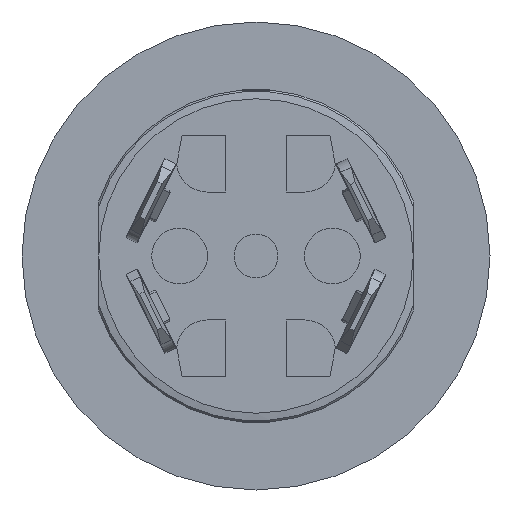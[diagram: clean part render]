
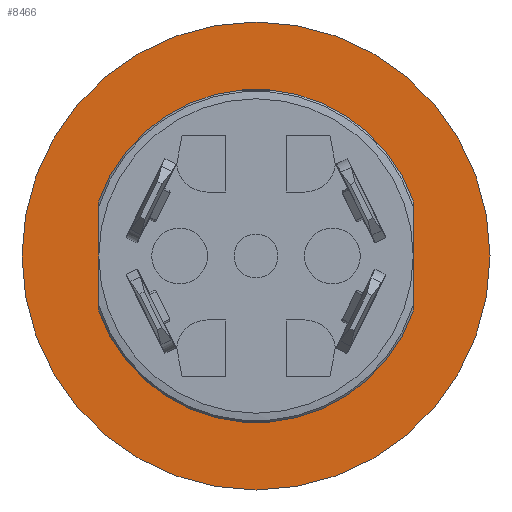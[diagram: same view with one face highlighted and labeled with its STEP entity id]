
A CAD part, front view. The second image highlights one B-rep face of the part: STEP entity #8466.
In plain terms, the highlighted planar face has unit normal (0, -1, 0).
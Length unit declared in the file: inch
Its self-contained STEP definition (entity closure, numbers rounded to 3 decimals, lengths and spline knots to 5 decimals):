
#229=FACE_BOUND('',#1347,.T.);
#464=PLANE('',#9140);
#884=FACE_OUTER_BOUND('',#1346,.T.);
#1346=EDGE_LOOP('',(#6973));
#1347=EDGE_LOOP('',(#6974));
#1610=CIRCLE('',#9141,0.6125);
#1611=CIRCLE('',#9142,0.4115);
#3879=VERTEX_POINT('',#13769);
#3880=VERTEX_POINT('',#13771);
#4959=EDGE_CURVE('',#3879,#3879,#1610,.T.);
#4960=EDGE_CURVE('',#3880,#3880,#1611,.T.);
#6973=ORIENTED_EDGE('',*,*,#4959,.F.);
#6974=ORIENTED_EDGE('',*,*,#4960,.T.);
#8466=ADVANCED_FACE('',(#884,#229),#464,.F.);
#9140=AXIS2_PLACEMENT_3D('',#13768,#11173,#11174);
#9141=AXIS2_PLACEMENT_3D('',#13770,#11175,#11176);
#9142=AXIS2_PLACEMENT_3D('',#13772,#11177,#11178);
#11173=DIRECTION('center_axis',(0.,1.,0.));
#11174=DIRECTION('ref_axis',(0.,0.,1.));
#11175=DIRECTION('center_axis',(0.,1.,0.));
#11176=DIRECTION('ref_axis',(1.,0.,0.));
#11177=DIRECTION('center_axis',(0.,1.,0.));
#11178=DIRECTION('ref_axis',(-1.,0.,0.));
#13768=CARTESIAN_POINT('Origin',(-0.17765,0.14079,0.));
#13769=CARTESIAN_POINT('',(-0.79015,0.14079,0.));
#13770=CARTESIAN_POINT('Origin',(-0.17765,0.14079,0.));
#13771=CARTESIAN_POINT('',(0.23385,0.14079,0.));
#13772=CARTESIAN_POINT('Origin',(-0.17765,0.14079,0.));
